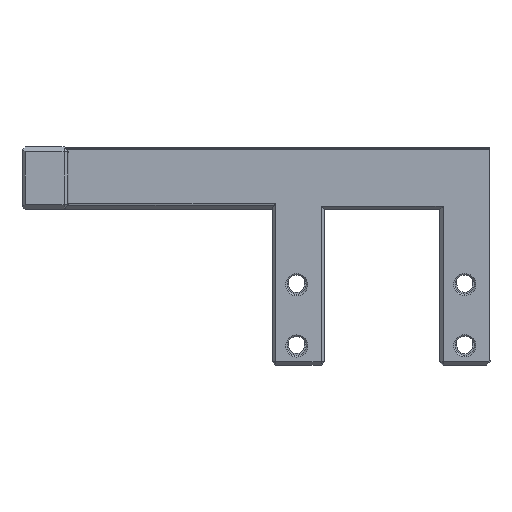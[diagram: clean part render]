
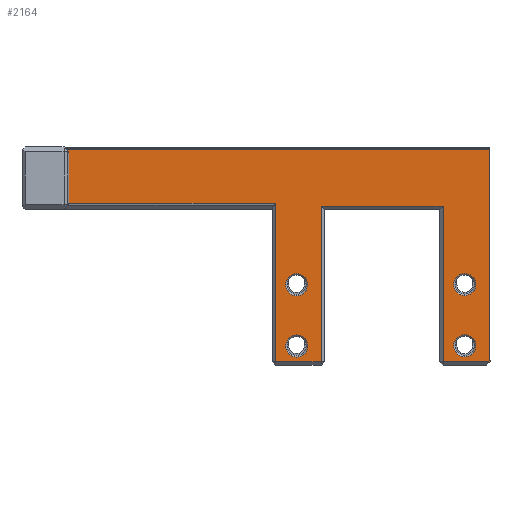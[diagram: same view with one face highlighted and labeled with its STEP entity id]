
A CAD part, top view. The second image highlights one B-rep face of the part: STEP entity #2164.
In plain terms, the highlighted planar face has unit normal (0, 0, 1).
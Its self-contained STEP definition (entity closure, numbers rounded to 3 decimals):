
#142=CIRCLE('',#2335,3.55);
#143=CIRCLE('',#2336,3.55);
#144=CIRCLE('',#2337,3.55);
#145=CIRCLE('',#2338,3.55);
#146=CIRCLE('',#2339,1.);
#318=ORIENTED_EDGE('',*,*,#914,.T.);
#319=ORIENTED_EDGE('',*,*,#915,.T.);
#320=ORIENTED_EDGE('',*,*,#916,.T.);
#321=ORIENTED_EDGE('',*,*,#917,.T.);
#322=ORIENTED_EDGE('',*,*,#918,.T.);
#323=ORIENTED_EDGE('',*,*,#919,.T.);
#324=ORIENTED_EDGE('',*,*,#920,.T.);
#325=ORIENTED_EDGE('',*,*,#921,.T.);
#326=ORIENTED_EDGE('',*,*,#922,.T.);
#327=ORIENTED_EDGE('',*,*,#923,.T.);
#328=ORIENTED_EDGE('',*,*,#924,.T.);
#329=ORIENTED_EDGE('',*,*,#925,.T.);
#330=ORIENTED_EDGE('',*,*,#926,.T.);
#331=ORIENTED_EDGE('',*,*,#927,.T.);
#332=ORIENTED_EDGE('',*,*,#928,.T.);
#333=ORIENTED_EDGE('',*,*,#929,.T.);
#334=ORIENTED_EDGE('',*,*,#930,.F.);
#914=EDGE_CURVE('',#1213,#1213,#142,.T.);
#915=EDGE_CURVE('',#1214,#1214,#143,.T.);
#916=EDGE_CURVE('',#1215,#1215,#144,.T.);
#917=EDGE_CURVE('',#1216,#1216,#145,.T.);
#918=EDGE_CURVE('',#1217,#1218,#1403,.T.);
#919=EDGE_CURVE('',#1218,#1219,#1404,.T.);
#920=EDGE_CURVE('',#1219,#1220,#1405,.F.);
#921=EDGE_CURVE('',#1220,#1221,#146,.T.);
#922=EDGE_CURVE('',#1221,#1222,#1406,.T.);
#923=EDGE_CURVE('',#1222,#1223,#1407,.F.);
#924=EDGE_CURVE('',#1223,#1224,#1408,.T.);
#925=EDGE_CURVE('',#1224,#1225,#1409,.T.);
#926=EDGE_CURVE('',#1225,#1226,#1410,.T.);
#927=EDGE_CURVE('',#1226,#1227,#1411,.T.);
#928=EDGE_CURVE('',#1227,#1228,#1412,.T.);
#929=EDGE_CURVE('',#1228,#1229,#1413,.T.);
#930=EDGE_CURVE('',#1217,#1229,#1414,.T.);
#1213=VERTEX_POINT('',#3401);
#1214=VERTEX_POINT('',#3403);
#1215=VERTEX_POINT('',#3405);
#1216=VERTEX_POINT('',#3407);
#1217=VERTEX_POINT('',#3409);
#1218=VERTEX_POINT('',#3410);
#1219=VERTEX_POINT('',#3412);
#1220=VERTEX_POINT('',#3414);
#1221=VERTEX_POINT('',#3416);
#1222=VERTEX_POINT('',#3418);
#1223=VERTEX_POINT('',#3420);
#1224=VERTEX_POINT('',#3422);
#1225=VERTEX_POINT('',#3424);
#1226=VERTEX_POINT('',#3426);
#1227=VERTEX_POINT('',#3428);
#1228=VERTEX_POINT('',#3430);
#1229=VERTEX_POINT('',#3432);
#1403=LINE('',#3408,#1593);
#1404=LINE('',#3411,#1594);
#1405=LINE('',#3413,#1595);
#1406=LINE('',#3417,#1596);
#1407=LINE('',#3419,#1597);
#1408=LINE('',#3421,#1598);
#1409=LINE('',#3423,#1599);
#1410=LINE('',#3425,#1600);
#1411=LINE('',#3427,#1601);
#1412=LINE('',#3429,#1602);
#1413=LINE('',#3431,#1603);
#1414=LINE('',#3433,#1604);
#1593=VECTOR('',#2674,1000.);
#1594=VECTOR('',#2675,1000.);
#1595=VECTOR('',#2676,1000.);
#1596=VECTOR('',#2679,1000.);
#1597=VECTOR('',#2680,1000.);
#1598=VECTOR('',#2681,1000.);
#1599=VECTOR('',#2682,1000.);
#1600=VECTOR('',#2683,1000.);
#1601=VECTOR('',#2684,1000.);
#1602=VECTOR('',#2685,1000.);
#1603=VECTOR('',#2686,1000.);
#1604=VECTOR('',#2687,1000.);
#1757=EDGE_LOOP('',(#318));
#1758=EDGE_LOOP('',(#319));
#1759=EDGE_LOOP('',(#320));
#1760=EDGE_LOOP('',(#321));
#1761=EDGE_LOOP('',(#322,#323,#324,#325,#326,#327,#328,#329,#330,#331,#332,
#333,#334));
#1923=FACE_BOUND('',#1757,.T.);
#1924=FACE_BOUND('',#1758,.T.);
#1925=FACE_BOUND('',#1759,.T.);
#1926=FACE_BOUND('',#1760,.T.);
#1927=FACE_BOUND('',#1761,.T.);
#2077=PLANE('',#2334);
#2164=ADVANCED_FACE('',(#1923,#1924,#1925,#1926,#1927),#2077,.F.);
#2334=AXIS2_PLACEMENT_3D('',#3399,#2664,#2665);
#2335=AXIS2_PLACEMENT_3D('',#3400,#2666,#2667);
#2336=AXIS2_PLACEMENT_3D('',#3402,#2668,#2669);
#2337=AXIS2_PLACEMENT_3D('',#3404,#2670,#2671);
#2338=AXIS2_PLACEMENT_3D('',#3406,#2672,#2673);
#2339=AXIS2_PLACEMENT_3D('',#3415,#2677,#2678);
#2664=DIRECTION('',(0.,0.,-1.));
#2665=DIRECTION('',(0.,1.,0.));
#2666=DIRECTION('',(0.,0.,-1.));
#2667=DIRECTION('',(0.,1.,0.));
#2668=DIRECTION('',(0.,0.,-1.));
#2669=DIRECTION('',(0.,1.,0.));
#2670=DIRECTION('',(0.,0.,-1.));
#2671=DIRECTION('',(0.,1.,0.));
#2672=DIRECTION('',(0.,0.,-1.));
#2673=DIRECTION('',(0.,1.,0.));
#2674=DIRECTION('',(0.,1.,0.));
#2675=DIRECTION('',(-1.,0.,0.));
#2676=DIRECTION('',(-0.707,0.707,0.));
#2677=DIRECTION('',(0.,0.,-1.));
#2678=DIRECTION('',(0.,1.,0.));
#2679=DIRECTION('',(0.,-1.,0.));
#2680=DIRECTION('',(-1.,0.,0.));
#2681=DIRECTION('',(0.,-1.,0.));
#2682=DIRECTION('',(1.,0.,0.));
#2683=DIRECTION('',(0.,1.,0.));
#2684=DIRECTION('',(1.,0.,0.));
#2685=DIRECTION('',(0.,-1.,0.));
#2686=DIRECTION('',(1.,0.,0.));
#2687=DIRECTION('',(0.,-1.,0.));
#3399=CARTESIAN_POINT('',(-15.,-20.,0.));
#3400=CARTESIAN_POINT('',(112.218,-44.142,0.));
#3401=CARTESIAN_POINT('',(112.218,-40.592,0.));
#3402=CARTESIAN_POINT('',(112.248,-63.8,0.));
#3403=CARTESIAN_POINT('',(112.248,-60.25,0.));
#3404=CARTESIAN_POINT('',(58.22,-63.894,0.));
#3405=CARTESIAN_POINT('',(58.22,-60.344,0.));
#3406=CARTESIAN_POINT('',(58.216,-44.205,0.));
#3407=CARTESIAN_POINT('',(58.216,-40.655,0.));
#3408=CARTESIAN_POINT('',(120.339,-20.,0.));
#3409=CARTESIAN_POINT('',(120.339,-20.,0.));
#3410=CARTESIAN_POINT('',(120.339,-0.707,0.));
#3411=CARTESIAN_POINT('',(-16.,-0.707,0.));
#3412=CARTESIAN_POINT('',(-15.793,-0.707,0.));
#3413=CARTESIAN_POINT('',(-5.75,-10.75,0.));
#3414=CARTESIAN_POINT('',(-15.293,-1.207,0.));
#3415=CARTESIAN_POINT('',(-16.,-1.914,0.));
#3416=CARTESIAN_POINT('',(-15.,-1.914,0.));
#3417=CARTESIAN_POINT('',(-15.,-10.,0.));
#3418=CARTESIAN_POINT('',(-15.,-18.086,0.));
#3419=CARTESIAN_POINT('',(50.339,-18.086,0.));
#3420=CARTESIAN_POINT('',(51.339,-18.086,0.));
#3421=CARTESIAN_POINT('',(51.339,-70.,0.));
#3422=CARTESIAN_POINT('',(51.339,-69.,0.));
#3423=CARTESIAN_POINT('',(67.105,-69.,0.));
#3424=CARTESIAN_POINT('',(66.105,-69.,0.));
#3425=CARTESIAN_POINT('',(66.105,-20.,0.));
#3426=CARTESIAN_POINT('',(66.105,-19.,0.));
#3427=CARTESIAN_POINT('',(-15.,-19.,0.));
#3428=CARTESIAN_POINT('',(105.259,-19.,0.));
#3429=CARTESIAN_POINT('',(105.259,-20.,0.));
#3430=CARTESIAN_POINT('',(105.259,-69.,0.));
#3431=CARTESIAN_POINT('',(120.339,-69.,0.));
#3432=CARTESIAN_POINT('',(120.339,-69.,0.));
#3433=CARTESIAN_POINT('',(120.339,-45.,0.));
